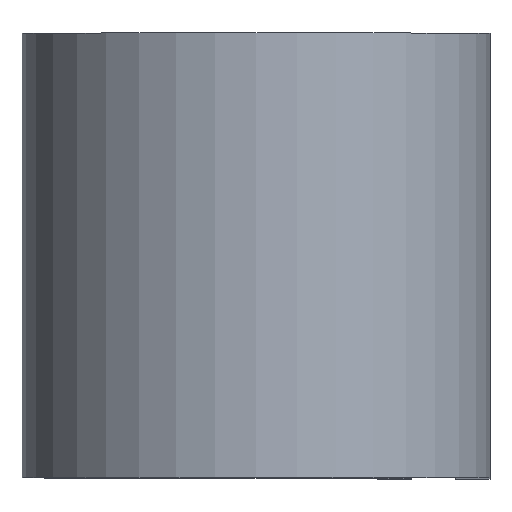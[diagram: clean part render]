
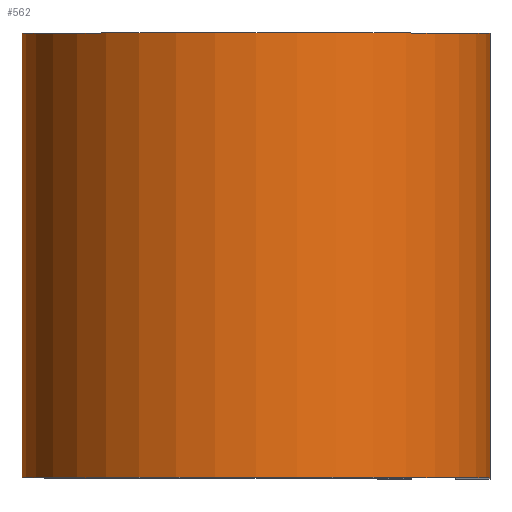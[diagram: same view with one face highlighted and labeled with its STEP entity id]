
A CAD part, top view. The second image highlights one B-rep face of the part: STEP entity #562.
In plain terms, the highlighted cylindrical face has radius 8.357 mm (diameter 16.713 mm), a partial arc.
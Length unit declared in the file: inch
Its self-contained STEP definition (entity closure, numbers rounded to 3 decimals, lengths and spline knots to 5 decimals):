
#5 = CARTESIAN_POINT ( 'NONE',  ( 0., 0.3125, -0.329 ) ) ;
#14 = CARTESIAN_POINT ( 'NONE',  ( 0.329, 0.3125, 0. ) ) ;
#21 = DIRECTION ( 'NONE',  ( 0., -1., 0. ) ) ;
#57 = CARTESIAN_POINT ( 'NONE',  ( 0.329, -0.3125, 0. ) ) ;
#73 = FACE_OUTER_BOUND ( 'NONE', #309, .T. ) ;
#79 = ORIENTED_EDGE ( 'NONE', *, *, #131, .T. ) ;
#86 = CARTESIAN_POINT ( 'NONE',  ( 0.329, 0.3125, 0. ) ) ;
#90 = VERTEX_POINT ( 'NONE', #57 ) ;
#114 = CARTESIAN_POINT ( 'NONE',  ( 0., 0.3125, 0. ) ) ;
#128 = DIRECTION ( 'NONE',  ( 0., 1., 0. ) ) ;
#131 = EDGE_CURVE ( 'NONE', #376, #90, #138, .T. ) ;
#138 = CIRCLE ( 'NONE', #619, 0.329 ) ;
#160 = DIRECTION ( 'NONE',  ( 1., 0., 0. ) ) ;
#175 = VECTOR ( 'NONE', #21, 39.37008 ) ;
#197 = CYLINDRICAL_SURFACE ( 'NONE', #624, 0.329 ) ;
#203 = DIRECTION ( 'NONE',  ( 0., 1., 0. ) ) ;
#239 = DIRECTION ( 'NONE',  ( 0., -1., 0. ) ) ;
#254 = EDGE_CURVE ( 'NONE', #469, #90, #605, .T. ) ;
#257 = CARTESIAN_POINT ( 'NONE',  ( 0., -0.3125, 0. ) ) ;
#273 = CIRCLE ( 'NONE', #470, 0.329 ) ;
#302 = VERTEX_POINT ( 'NONE', #5 ) ;
#305 = EDGE_CURVE ( 'NONE', #302, #469, #273, .T. ) ;
#309 = EDGE_LOOP ( 'NONE', ( #79, #506, #421, #598 ) ) ;
#344 = CARTESIAN_POINT ( 'NONE',  ( 0., -0.3125, -0.329 ) ) ;
#376 = VERTEX_POINT ( 'NONE', #344 ) ;
#421 = ORIENTED_EDGE ( 'NONE', *, *, #305, .F. ) ;
#433 = DIRECTION ( 'NONE',  ( 0., 0., -1. ) ) ;
#469 = VERTEX_POINT ( 'NONE', #86 ) ;
#470 = AXIS2_PLACEMENT_3D ( 'NONE', #570, #128, #545 ) ;
#506 = ORIENTED_EDGE ( 'NONE', *, *, #254, .F. ) ;
#507 = EDGE_CURVE ( 'NONE', #302, #376, #543, .T. ) ;
#511 = VECTOR ( 'NONE', #239, 39.37008 ) ;
#524 = DIRECTION ( 'NONE',  ( 0., -1., 0. ) ) ;
#539 = CARTESIAN_POINT ( 'NONE',  ( 0., 0.3125, -0.329 ) ) ;
#543 = LINE ( 'NONE', #539, #511 ) ;
#545 = DIRECTION ( 'NONE',  ( 1., 0., 0. ) ) ;
#562 = ADVANCED_FACE ( 'NONE', ( #73 ), #197, .T. ) ;
#570 = CARTESIAN_POINT ( 'NONE',  ( 0., 0.3125, 0. ) ) ;
#598 = ORIENTED_EDGE ( 'NONE', *, *, #507, .T. ) ;
#605 = LINE ( 'NONE', #14, #175 ) ;
#619 = AXIS2_PLACEMENT_3D ( 'NONE', #257, #203, #160 ) ;
#624 = AXIS2_PLACEMENT_3D ( 'NONE', #114, #524, #433 ) ;
